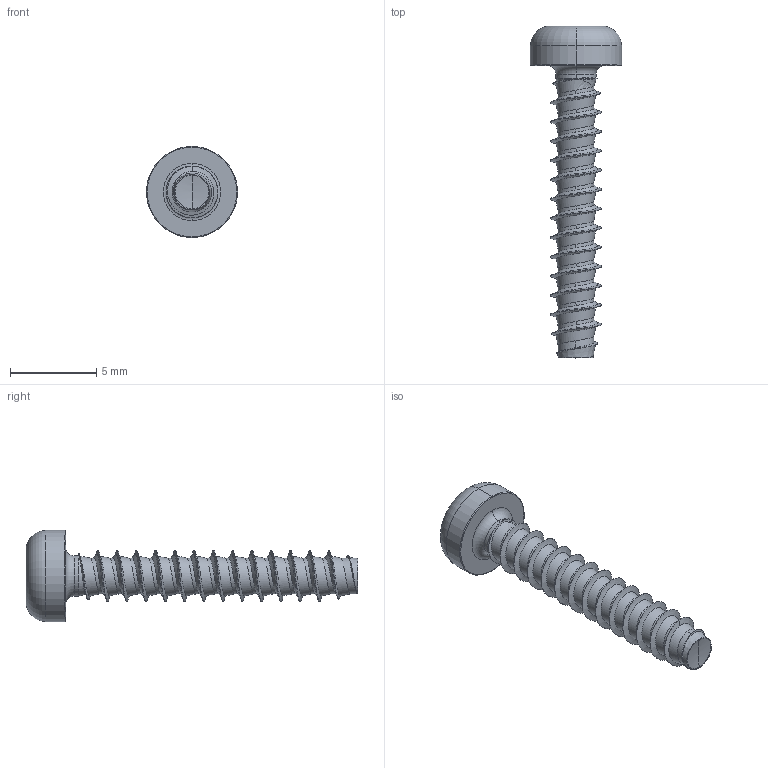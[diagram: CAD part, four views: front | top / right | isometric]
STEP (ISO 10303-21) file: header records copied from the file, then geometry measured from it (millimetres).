
FILE_DESCRIPTION (( 'STEP AP203' ), '1' );
FILE_NAME ('STP390300170.STEP', '2019-05-15T19:29:23', ( '' ), ( '' ), 'SwSTEP 2.0', 'SolidWorks 2015', '' );
FILE_SCHEMA (( 'CONFIG_CONTROL_DESIGN' ));
Length unit declared in the file: millimetre
Products named in the file (2): STP390300170
Bounding box: 5.3 x 19.3 x 5.3 mm (x, y, z)
Volume: 108.8 mm3; surface area: 267.2 mm2
Topology: 1 solids, 1 shells, 109 faces, 275 edges, 168 vertices
Faces by surface type: cylinder 53, bspline 35, cone 9, torus 6, sphere 4, plane 2
Entity records: 20770 total; most frequent: CARTESIAN_POINT 18429, ORIENTED_EDGE 546, DIRECTION 338, EDGE_CURVE 273, VERTEX_POINT 168, AXIS2_PLACEMENT_3D 136, B_SPLINE_CURVE_WITH_KNOTS 118, EDGE_LOOP 111
